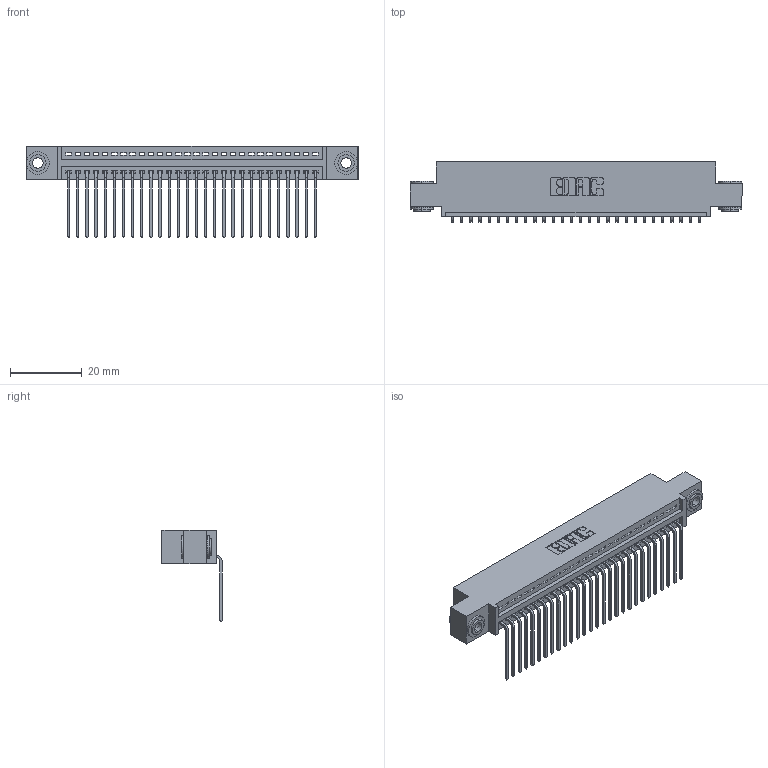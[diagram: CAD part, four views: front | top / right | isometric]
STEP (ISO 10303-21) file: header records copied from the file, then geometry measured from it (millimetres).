
FILE_DESCRIPTION (( 'STEP AP203' ), '1' );
FILE_NAME ('395-028-559-403.STEP', '2018-11-10T16:05:55', ( '' ), ( '' ), 'SwSTEP 2.0', 'SolidWorks 2016', '' );
FILE_SCHEMA (( 'CONFIG_CONTROL_DESIGN' ));
Length unit declared in the file: inch
Products named in the file (4): 345 Part_0.110 Offset - 0.156 Dia-TH; 395-028-559-403; 345-250-002_345-250-002-102; 345-292-001_558 559 Tail - 1
Assembly tree (31 placements, depth 2):
  395-028-559-403
    345 Part_0.110 Offset - 0.156 Dia-TH
    345-292-001_558 559 Tail - 1  x28
    345-250-002_345-250-002-102  x2
Bounding box: 92.33 x 16.75 x 25.53 mm (x, y, z)
Volume: 8694.1 mm3; surface area: 12208 mm2
Topology: 31 solids, 31 shells, 1848 faces, 5525 edges, 3642 vertices
Faces by surface type: plane 1270, cylinder 570, cone 8
Entity records: 23824 total; most frequent: CARTESIAN_POINT 4107, ORIENTED_EDGE 4062, DIRECTION 3637, EDGE_CURVE 2031, LINE 1763, VECTOR 1763, VERTEX_POINT 1350, AXIS2_PLACEMENT_3D 937
